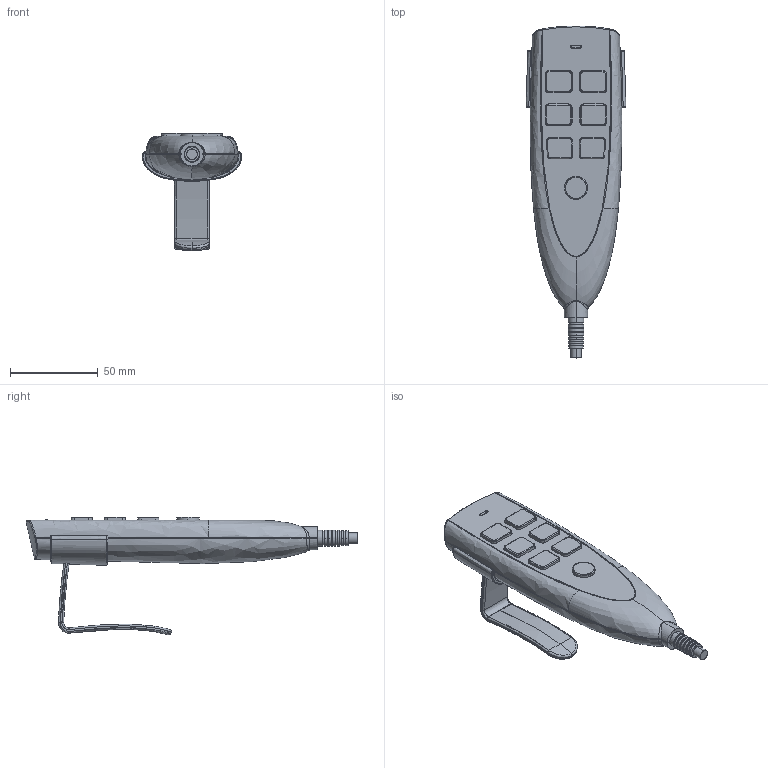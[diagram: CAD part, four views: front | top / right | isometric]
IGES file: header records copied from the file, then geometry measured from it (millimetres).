
Start section: SolidWorks IGES file using analytic representation for surfaces
Global section: file name: Foreline Pro.IGS; native system: SolidWorks 2018; preprocessor: SolidWorks 2018; author: CKuhn; date: 190925.121304; units: millimetre
Bounding box: 56.84 x 189.17 x 67.24 mm (x, y, z)
Surface area: 31467 mm2 (no closed solid volume)
Topology: 0 solids, 0 shells, 363 faces, 4101 edges, 4095 vertices
Faces by surface type: bspline 283, revolution 80
